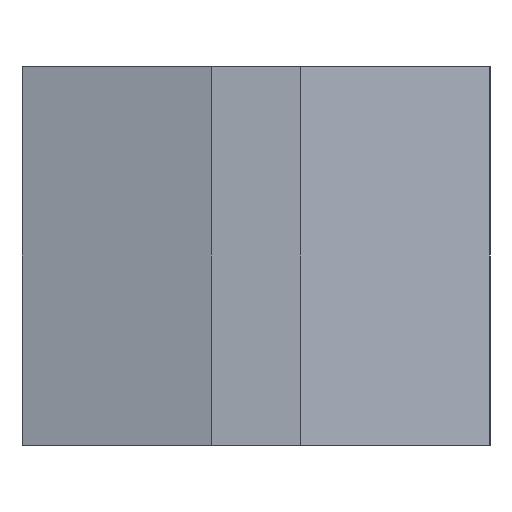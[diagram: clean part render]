
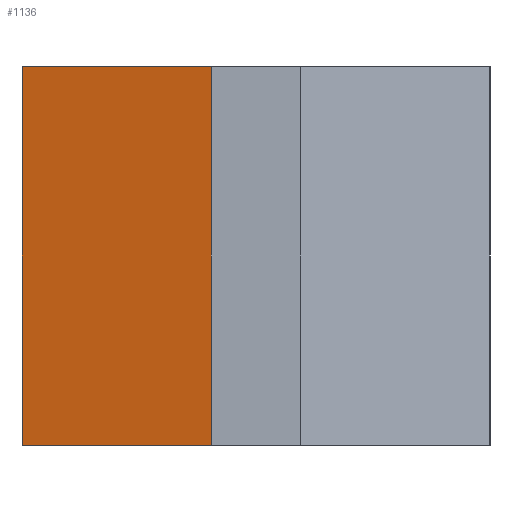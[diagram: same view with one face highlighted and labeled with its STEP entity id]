
A CAD part, left-side view. The second image highlights one B-rep face of the part: STEP entity #1136.
In plain terms, the highlighted planar face has unit normal (-0.973, 0.229, 0).
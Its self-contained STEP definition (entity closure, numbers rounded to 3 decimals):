
#16 = AXIS2_PLACEMENT_3D ( 'NONE', #989, #1181, #285 ) ;
#45 = ORIENTED_EDGE ( 'NONE', *, *, #921, .F. ) ;
#51 = CARTESIAN_POINT ( 'NONE',  ( -42., 21., 0. ) ) ;
#59 = DIRECTION ( 'NONE',  ( 0., 0., -1. ) ) ;
#67 = VERTEX_POINT ( 'NONE', #1118 ) ;
#105 = VERTEX_POINT ( 'NONE', #220 ) ;
#116 = ORIENTED_EDGE ( 'NONE', *, *, #670, .T. ) ;
#179 = VERTEX_POINT ( 'NONE', #502 ) ;
#203 = EDGE_CURVE ( 'NONE', #105, #231, #919, .T. ) ;
#210 = ORIENTED_EDGE ( 'NONE', *, *, #849, .T. ) ;
#220 = CARTESIAN_POINT ( 'NONE',  ( -44., 12.5, 0. ) ) ;
#223 = VECTOR ( 'NONE', #790, 1000. ) ;
#231 = VERTEX_POINT ( 'NONE', #1031 ) ;
#273 = LINE ( 'NONE', #406, #1156 ) ;
#283 = ORIENTED_EDGE ( 'NONE', *, *, #203, .F. ) ;
#285 = DIRECTION ( 'NONE',  ( -0.229, -0.973, 0. ) ) ;
#406 = CARTESIAN_POINT ( 'NONE',  ( -42., 21., 17. ) ) ;
#461 = VECTOR ( 'NONE', #59, 1000. ) ;
#502 = CARTESIAN_POINT ( 'NONE',  ( -42., 21., 17. ) ) ;
#649 = LINE ( 'NONE', #953, #223 ) ;
#670 = EDGE_CURVE ( 'NONE', #67, #179, #273, .T. ) ;
#685 = DIRECTION ( 'NONE',  ( 0.229, 0.973, 0. ) ) ;
#696 = LINE ( 'NONE', #1028, #461 ) ;
#775 = VECTOR ( 'NONE', #1019, 1000. ) ;
#790 = DIRECTION ( 'NONE',  ( 0., 0., -1. ) ) ;
#849 = EDGE_CURVE ( 'NONE', #179, #231, #696, .T. ) ;
#919 = LINE ( 'NONE', #51, #775 ) ;
#921 = EDGE_CURVE ( 'NONE', #67, #105, #649, .T. ) ;
#953 = CARTESIAN_POINT ( 'NONE',  ( -44., 12.5, 17. ) ) ;
#982 = PLANE ( 'NONE',  #16 ) ;
#989 = CARTESIAN_POINT ( 'NONE',  ( -42., 21., 17. ) ) ;
#1017 = EDGE_LOOP ( 'NONE', ( #283, #45, #116, #210 ) ) ;
#1019 = DIRECTION ( 'NONE',  ( 0.229, 0.973, 0. ) ) ;
#1028 = CARTESIAN_POINT ( 'NONE',  ( -42., 21., 17. ) ) ;
#1031 = CARTESIAN_POINT ( 'NONE',  ( -42., 21., 0. ) ) ;
#1118 = CARTESIAN_POINT ( 'NONE',  ( -44., 12.5, 17. ) ) ;
#1136 = ADVANCED_FACE ( 'NONE', ( #1161 ), #982, .T. ) ;
#1156 = VECTOR ( 'NONE', #685, 1000. ) ;
#1161 = FACE_OUTER_BOUND ( 'NONE', #1017, .T. ) ;
#1181 = DIRECTION ( 'NONE',  ( -0.973, 0.229, 0. ) ) ;
